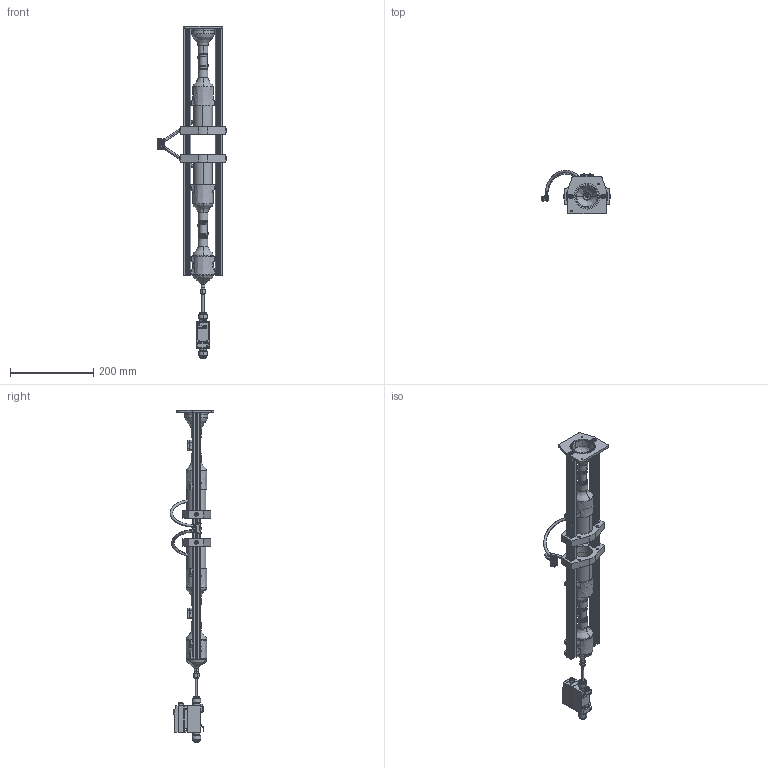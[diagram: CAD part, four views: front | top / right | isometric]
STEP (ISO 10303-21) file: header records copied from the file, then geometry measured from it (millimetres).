
FILE_DESCRIPTION(('FreeCAD Model'),'2;1');
FILE_NAME('Open CASCADE Shape Model','2025-04-29T14:26:25',('FreeCAD'),( 'FreeCAD'),'Open CASCADE STEP processor 7.6','FreeCAD','Unknown');
FILE_SCHEMA(('AUTOMOTIVE_DESIGN { 1 0 10303 214 1 1 1 1 }'));
Products named in the file (1): Open CASCADE STEP translator 7.6 1
Bounding box: 166.01 x 104.85 x 796.24 mm (x, y, z)
Volume: 636369 mm3; surface area: 468041.4 mm2
Topology: 40 solids, 58 shells, 4340 faces, 10852 edges, 6780 vertices
Faces by surface type: bspline 4340
Entity records: 136605 total; most frequent: CARTESIAN_POINT 73591, ORIENTED_EDGE 21616, EDGE_CURVE 10808, B_SPLINE_CURVE_WITH_KNOTS 7648, VERTEX_POINT 6780, FACE_BOUND 4684, EDGE_LOOP 4684, ADVANCED_FACE 4340
